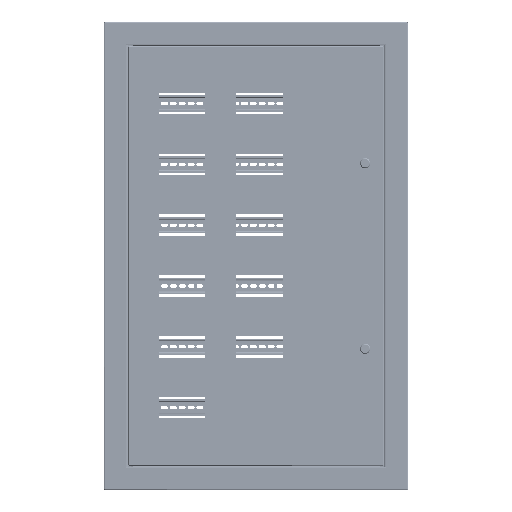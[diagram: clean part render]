
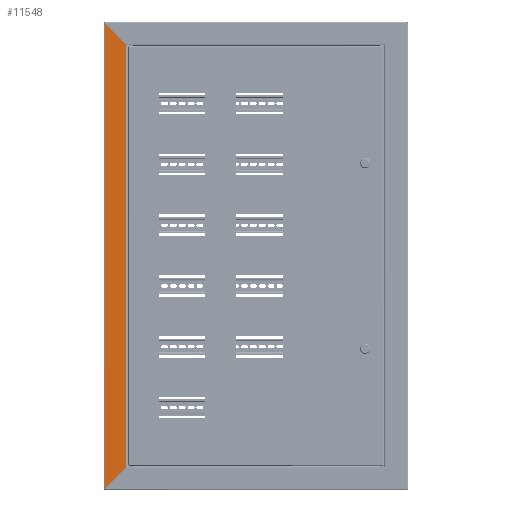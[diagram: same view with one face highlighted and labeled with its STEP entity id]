
A CAD part, top view. The second image highlights one B-rep face of the part: STEP entity #11548.
In plain terms, the highlighted face is planar.
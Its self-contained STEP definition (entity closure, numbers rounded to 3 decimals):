
#982 = VERTEX_POINT ( 'NONE', #59653 ) ;
#2241 = ORIENTED_EDGE ( 'NONE', *, *, #56421, .T. ) ;
#2526 = VERTEX_POINT ( 'NONE', #77328 ) ;
#7082 = CARTESIAN_POINT ( 'NONE',  ( 0., 1000., -1. ) ) ;
#7512 = DIRECTION ( 'NONE',  ( 0., 1., 0. ) ) ;
#11548 = ADVANCED_FACE ( 'NONE', ( #12839 ), #37856, .F. ) ;
#12123 = DIRECTION ( 'NONE',  ( 0., -1., 0. ) ) ;
#12839 = FACE_OUTER_BOUND ( 'NONE', #71168, .T. ) ;
#18376 = VECTOR ( 'NONE', #12123, 1000. ) ;
#19665 = DIRECTION ( 'NONE',  ( 0.707, 0.707, 0. ) ) ;
#22332 = CARTESIAN_POINT ( 'NONE',  ( -25., 975., -1. ) ) ;
#27039 = VECTOR ( 'NONE', #7512, 1000. ) ;
#28090 = DIRECTION ( 'NONE',  ( 0.707, -0.707, 0. ) ) ;
#32103 = DIRECTION ( 'NONE',  ( 0., 0., 1. ) ) ;
#37542 = LINE ( 'NONE', #63389, #18376 ) ;
#37856 = PLANE ( 'NONE',  #56656 ) ;
#38240 = EDGE_CURVE ( 'NONE', #982, #2526, #50831, .T. ) ;
#44695 = ORIENTED_EDGE ( 'NONE', *, *, #38240, .F. ) ;
#47539 = EDGE_CURVE ( 'NONE', #55074, #2526, #37542, .T. ) ;
#50831 = LINE ( 'NONE', #75924, #58857 ) ;
#51173 = CARTESIAN_POINT ( 'NONE',  ( -2., 952., -1. ) ) ;
#51413 = CARTESIAN_POINT ( 'NONE',  ( -48., 0., -1. ) ) ;
#53927 = VECTOR ( 'NONE', #28090, 1000. ) ;
#55074 = VERTEX_POINT ( 'NONE', #51173 ) ;
#56421 = EDGE_CURVE ( 'NONE', #59713, #55074, #60456, .T. ) ;
#56656 = AXIS2_PLACEMENT_3D ( 'NONE', #7082, #32103, #69468 ) ;
#57756 = ORIENTED_EDGE ( 'NONE', *, *, #47539, .T. ) ;
#58857 = VECTOR ( 'NONE', #19665, 1000. ) ;
#59653 = CARTESIAN_POINT ( 'NONE',  ( -48., 2., -1. ) ) ;
#59713 = VERTEX_POINT ( 'NONE', #62406 ) ;
#60456 = LINE ( 'NONE', #22332, #53927 ) ;
#62406 = CARTESIAN_POINT ( 'NONE',  ( -48., 998., -1. ) ) ;
#63389 = CARTESIAN_POINT ( 'NONE',  ( -2., 1000., -1. ) ) ;
#65375 = EDGE_CURVE ( 'NONE', #982, #59713, #71548, .T. ) ;
#69468 = DIRECTION ( 'NONE',  ( 1., 0., 0. ) ) ;
#70380 = ORIENTED_EDGE ( 'NONE', *, *, #65375, .T. ) ;
#71168 = EDGE_LOOP ( 'NONE', ( #2241, #57756, #44695, #70380 ) ) ;
#71548 = LINE ( 'NONE', #51413, #27039 ) ;
#75924 = CARTESIAN_POINT ( 'NONE',  ( -50., 0., -1. ) ) ;
#77328 = CARTESIAN_POINT ( 'NONE',  ( -2., 48., -1. ) ) ;
